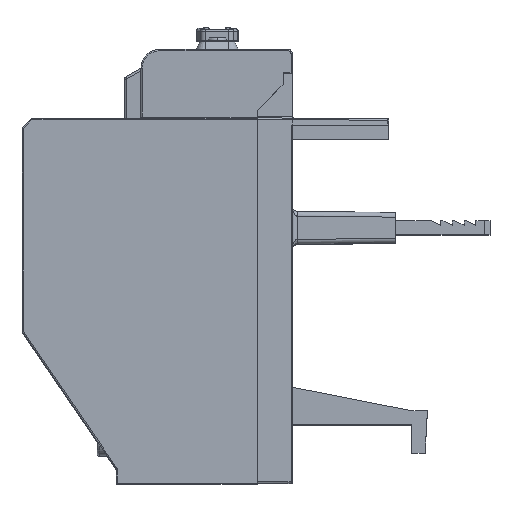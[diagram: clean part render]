
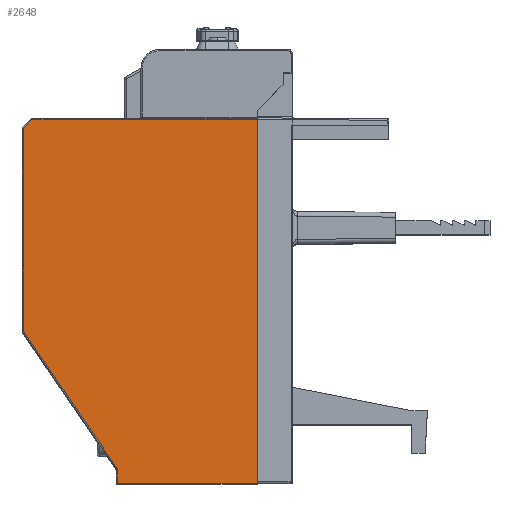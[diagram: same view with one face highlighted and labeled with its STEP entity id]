
A CAD part, top view. The second image highlights one B-rep face of the part: STEP entity #2648.
In plain terms, the highlighted planar face has unit normal (0, 0, 1).
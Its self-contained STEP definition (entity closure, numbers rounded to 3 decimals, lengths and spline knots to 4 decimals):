
#687 = ORIENTED_EDGE ( 'NONE', *, *, #71180, .T. ) ;
#1233 = ORIENTED_EDGE ( 'NONE', *, *, #61786, .T. ) ;
#2315 = CARTESIAN_POINT ( 'NONE',  ( -1.4687, 0.1278, 2.9528 ) ) ;
#2648 = ADVANCED_FACE ( 'NONE', ( #8601 ), #36576, .T. ) ;
#4701 = CARTESIAN_POINT ( 'NONE',  ( -2.252, 1.2733, 2.9528 ) ) ;
#8601 = FACE_OUTER_BOUND ( 'NONE', #56275, .T. ) ;
#10368 = VERTEX_POINT ( 'NONE', #21574 ) ;
#14966 = ORIENTED_EDGE ( 'NONE', *, *, #32002, .T. ) ;
#16752 = VERTEX_POINT ( 'NONE', #64759 ) ;
#17035 = ORIENTED_EDGE ( 'NONE', *, *, #89031, .T. ) ;
#17768 = CARTESIAN_POINT ( 'NONE',  ( -2.252, 0., 2.9528 ) ) ;
#21574 = CARTESIAN_POINT ( 'NONE',  ( -1.4646, 0.1145, 2.9528 ) ) ;
#23275 = CARTESIAN_POINT ( 'NONE',  ( -0.2953, 0., 2.9528 ) ) ;
#26457 = CARTESIAN_POINT ( 'NONE',  ( -0.2953, 0., 2.9528 ) ) ;
#27111 = CARTESIAN_POINT ( 'NONE',  ( -0.2953, 0., 2.9528 ) ) ;
#27733 = EDGE_CURVE ( 'NONE', #49811, #39788, #52935, .T. ) ;
#28257 = EDGE_CURVE ( 'NONE', #87200, #16752, #68848, .T. ) ;
#29558 = CARTESIAN_POINT ( 'NONE',  ( -2.252, 1.2733, 2.9528 ) ) ;
#30164 = ORIENTED_EDGE ( 'NONE', *, *, #31641, .T. ) ;
#30436 = LINE ( 'NONE', #29558, #57802 ) ;
#31641 = EDGE_CURVE ( 'NONE', #10368, #87200, #73033, .T. ) ;
#32002 = EDGE_CURVE ( 'NONE', #83742, #10368, #35608, .T. ) ;
#32440 = LINE ( 'NONE', #26457, #70535 ) ;
#35608 = B_SPLINE_CURVE_WITH_KNOTS ( 'NONE', 3,
 ( #2315, #81154, #46304, #60969 ),
 .UNSPECIFIED., .F., .F.,
 ( 4, 4 ),
 ( 0., 1. ),
 .UNSPECIFIED. ) ;
#35659 = DIRECTION ( 'NONE',  ( -0.707, -0.707, 0. ) ) ;
#36576 = PLANE ( 'NONE',  #88023 ) ;
#39788 = VERTEX_POINT ( 'NONE', #78055 ) ;
#42285 = VECTOR ( 'NONE', #86777, 39.3701 ) ;
#42993 = CARTESIAN_POINT ( 'NONE',  ( -2.1801, 3.0433, 2.9528 ) ) ;
#44368 = DIRECTION ( 'NONE',  ( 0., 0., 1. ) ) ;
#46304 = CARTESIAN_POINT ( 'NONE',  ( -1.4646, 0.1193, 2.9528 ) ) ;
#46831 = CARTESIAN_POINT ( 'NONE',  ( -0.2953, 3.0433, 2.9528 ) ) ;
#49811 = VERTEX_POINT ( 'NONE', #46831 ) ;
#52534 = VERTEX_POINT ( 'NONE', #4701 ) ;
#52935 = LINE ( 'NONE', #66257, #75844 ) ;
#53517 = DIRECTION ( 'NONE',  ( 0., -1., 0. ) ) ;
#54055 = CARTESIAN_POINT ( 'NONE',  ( -1.4646, 0., 2.9528 ) ) ;
#56275 = EDGE_LOOP ( 'NONE', ( #687, #17035, #14966, #30164, #58733, #83793, #61260, #1233 ) ) ;
#57802 = VECTOR ( 'NONE', #70828, 39.3701 ) ;
#58116 = EDGE_CURVE ( 'NONE', #16752, #49811, #32440, .T. ) ;
#58733 = ORIENTED_EDGE ( 'NONE', *, *, #28257, .T. ) ;
#60969 = CARTESIAN_POINT ( 'NONE',  ( -1.4646, 0.1145, 2.9528 ) ) ;
#61260 = ORIENTED_EDGE ( 'NONE', *, *, #27733, .T. ) ;
#61786 = EDGE_CURVE ( 'NONE', #39788, #69530, #62724, .T. ) ;
#62189 = VECTOR ( 'NONE', #35659, 39.3701 ) ;
#62724 = LINE ( 'NONE', #42993, #62189 ) ;
#64759 = CARTESIAN_POINT ( 'NONE',  ( -0.2953, 0., 2.9528 ) ) ;
#65673 = VECTOR ( 'NONE', #83010, 39.3701 ) ;
#66040 = VECTOR ( 'NONE', #53517, 39.3701 ) ;
#66176 = CARTESIAN_POINT ( 'NONE',  ( -1.4646, 0., 2.9528 ) ) ;
#66257 = CARTESIAN_POINT ( 'NONE',  ( -0.2953, 3.0433, 2.9528 ) ) ;
#67285 = LINE ( 'NONE', #17768, #66040 ) ;
#68848 = LINE ( 'NONE', #27111, #65673 ) ;
#69530 = VERTEX_POINT ( 'NONE', #73392 ) ;
#70535 = VECTOR ( 'NONE', #74145, 39.3701 ) ;
#70828 = DIRECTION ( 'NONE',  ( 0.564, -0.825, 0. ) ) ;
#71180 = EDGE_CURVE ( 'NONE', #69530, #52534, #67285, .T. ) ;
#72330 = DIRECTION ( 'NONE',  ( 1., 0., 0. ) ) ;
#73033 = LINE ( 'NONE', #66176, #42285 ) ;
#73392 = CARTESIAN_POINT ( 'NONE',  ( -2.252, 2.9715, 2.9528 ) ) ;
#74145 = DIRECTION ( 'NONE',  ( 0., 1., 0. ) ) ;
#75844 = VECTOR ( 'NONE', #82229, 39.3701 ) ;
#78055 = CARTESIAN_POINT ( 'NONE',  ( -2.1801, 3.0433, 2.9528 ) ) ;
#81154 = CARTESIAN_POINT ( 'NONE',  ( -1.4659, 0.1238, 2.9528 ) ) ;
#82229 = DIRECTION ( 'NONE',  ( -1., 0., 0. ) ) ;
#83010 = DIRECTION ( 'NONE',  ( 1., 0., 0. ) ) ;
#83742 = VERTEX_POINT ( 'NONE', #87528 ) ;
#83793 = ORIENTED_EDGE ( 'NONE', *, *, #58116, .T. ) ;
#86777 = DIRECTION ( 'NONE',  ( 0., -1., 0. ) ) ;
#87200 = VERTEX_POINT ( 'NONE', #54055 ) ;
#87528 = CARTESIAN_POINT ( 'NONE',  ( -1.4687, 0.1278, 2.9528 ) ) ;
#88023 = AXIS2_PLACEMENT_3D ( 'NONE', #23275, #44368, #72330 ) ;
#89031 = EDGE_CURVE ( 'NONE', #52534, #83742, #30436, .T. ) ;
